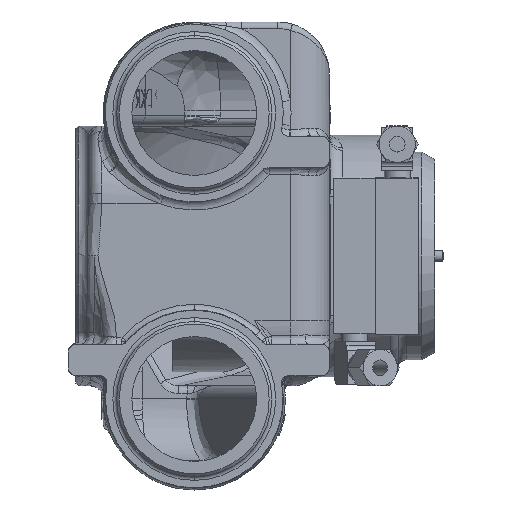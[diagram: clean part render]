
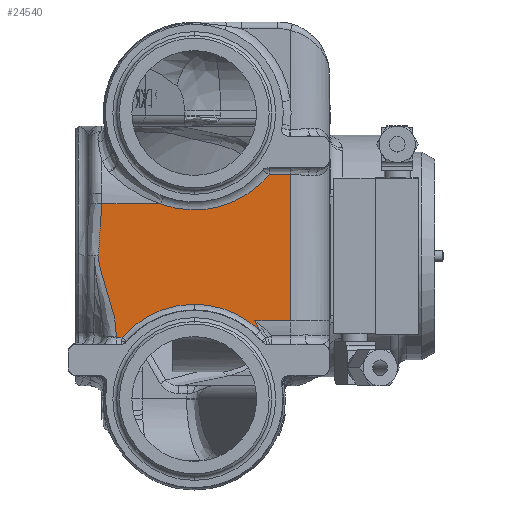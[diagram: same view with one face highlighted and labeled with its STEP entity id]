
A CAD part, left-side view. The second image highlights one B-rep face of the part: STEP entity #24540.
In plain terms, the highlighted planar face has unit normal (-1, 0, 0).
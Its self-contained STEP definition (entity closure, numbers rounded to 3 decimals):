
#842 = CARTESIAN_POINT ( 'NONE',  ( -55., -52., -25. ) ) ;
#892 = DIRECTION ( 'NONE',  ( 0., -1., 0. ) ) ;
#1054 = CARTESIAN_POINT ( 'NONE',  ( -55., -37., 70. ) ) ;
#1075 = CARTESIAN_POINT ( 'NONE',  ( -55., -27.578, 31.343 ) ) ;
#1076 = DIRECTION ( 'NONE',  ( 0., 1., 0. ) ) ;
#1081 = DIRECTION ( 'NONE',  ( 0., 0., 1. ) ) ;
#1115 = CARTESIAN_POINT ( 'NONE',  ( -55., 0., 55. ) ) ;
#1127 = DIRECTION ( 'NONE',  ( 1., 0., 0. ) ) ;
#1128 = DIRECTION ( 'NONE',  ( 0., 0., 1. ) ) ;
#1597 = CIRCLE ( 'NONE', #51825, 37.309 ) ;
#2021 = CARTESIAN_POINT ( 'NONE',  ( -55., -25.353, -28.821 ) ) ;
#2024 = CARTESIAN_POINT ( 'NONE',  ( -55., -25.072, -28.157 ) ) ;
#2025 = CARTESIAN_POINT ( 'NONE',  ( -55., -24.761, -27.504 ) ) ;
#2026 = CARTESIAN_POINT ( 'NONE',  ( -55., -24.084, -26.229 ) ) ;
#2027 = CARTESIAN_POINT ( 'NONE',  ( -55., -23.715, -25.604 ) ) ;
#2028 = CARTESIAN_POINT ( 'NONE',  ( -55., -23.324, -25. ) ) ;
#6874 = CARTESIAN_POINT ( 'NONE',  ( -55., 35.566, 20. ) ) ;
#8095 = CARTESIAN_POINT ( 'NONE',  ( -55., 36.84, 0. ) ) ;
#8111 = CARTESIAN_POINT ( 'NONE',  ( -55., 36.84, -0.669 ) ) ;
#8112 = CARTESIAN_POINT ( 'NONE',  ( -55., 36.795, -1.331 ) ) ;
#8113 = CARTESIAN_POINT ( 'NONE',  ( -55., 36.632, -2.641 ) ) ;
#8114 = CARTESIAN_POINT ( 'NONE',  ( -55., 36.515, -3.29 ) ) ;
#8115 = CARTESIAN_POINT ( 'NONE',  ( -55., 36.09, -5.222 ) ) ;
#8116 = CARTESIAN_POINT ( 'NONE',  ( -55., 35.715, -6.495 ) ) ;
#8117 = CARTESIAN_POINT ( 'NONE',  ( -55., 34.918, -9.029 ) ) ;
#8118 = CARTESIAN_POINT ( 'NONE',  ( -55., 34.494, -10.29 ) ) ;
#8119 = CARTESIAN_POINT ( 'NONE',  ( -55., 33.656, -12.815 ) ) ;
#8120 = CARTESIAN_POINT ( 'NONE',  ( -55., 33.241, -14.078 ) ) ;
#8121 = CARTESIAN_POINT ( 'NONE',  ( -55., 32.062, -17.883 ) ) ;
#8122 = CARTESIAN_POINT ( 'NONE',  ( -55., 31.361, -20.439 ) ) ;
#8123 = CARTESIAN_POINT ( 'NONE',  ( -55., 30.591, -24.339 ) ) ;
#8124 = CARTESIAN_POINT ( 'NONE',  ( -55., 30.381, -25.65 ) ) ;
#8125 = CARTESIAN_POINT ( 'NONE',  ( -55., 30.086, -28.3 ) ) ;
#8126 = CARTESIAN_POINT ( 'NONE',  ( -55., 30., -29.64 ) ) ;
#8127 = CARTESIAN_POINT ( 'NONE',  ( -55., 30., -31. ) ) ;
#8136 = CARTESIAN_POINT ( 'NONE',  ( -55., 35.566, 20. ) ) ;
#8140 = CARTESIAN_POINT ( 'NONE',  ( -55., 35.709, 16.662 ) ) ;
#8141 = CARTESIAN_POINT ( 'NONE',  ( -55., 36.053, 13.337 ) ) ;
#8142 = CARTESIAN_POINT ( 'NONE',  ( -55., 36.481, 8.344 ) ) ;
#8143 = CARTESIAN_POINT ( 'NONE',  ( -55., 36.61, 6.679 ) ) ;
#8144 = CARTESIAN_POINT ( 'NONE',  ( -55., 36.79, 3.344 ) ) ;
#8145 = CARTESIAN_POINT ( 'NONE',  ( -55., 36.84, 1.673 ) ) ;
#8146 = CARTESIAN_POINT ( 'NONE',  ( -55., 36.84, 0. ) ) ;
#10290 = CARTESIAN_POINT ( 'NONE',  ( -55., 36.84, 0. ) ) ;
#10291 = CARTESIAN_POINT ( 'NONE',  ( -55., 30., -31. ) ) ;
#10296 = CARTESIAN_POINT ( 'NONE',  ( -55., 30., -31.343 ) ) ;
#10451 = CARTESIAN_POINT ( 'NONE',  ( -55., -25.353, -28.821 ) ) ;
#10452 = CARTESIAN_POINT ( 'NONE',  ( -55., -23.324, -25. ) ) ;
#10453 = CARTESIAN_POINT ( 'NONE',  ( -55., -37., -25. ) ) ;
#10477 = CARTESIAN_POINT ( 'NONE',  ( -55., -37., 31.343 ) ) ;
#10480 = CARTESIAN_POINT ( 'NONE',  ( -55., -28.85, 31.343 ) ) ;
#10483 = CARTESIAN_POINT ( 'NONE',  ( -55., 12.923, 20. ) ) ;
#21329 = EDGE_CURVE ( 'NONE', #23788, #23789, #53387, .T. ) ;
#21364 = EDGE_CURVE ( 'NONE', #23813, #23816, #53474, .T. ) ;
#21366 = EDGE_CURVE ( 'NONE', #23789, #23813, #53480, .T. ) ;
#21374 = EDGE_CURVE ( 'NONE', #23816, #23819, #1597, .T. ) ;
#22685 = EDGE_CURVE ( 'NONE', #23456, #23457, #44072, .T. ) ;
#22688 = EDGE_CURVE ( 'NONE', #49084, #23456, #44076, .T. ) ;
#23456 = VERTEX_POINT ( 'NONE', #10290 ) ;
#23457 = VERTEX_POINT ( 'NONE', #10291 ) ;
#23462 = VERTEX_POINT ( 'NONE', #10296 ) ;
#23787 = VERTEX_POINT ( 'NONE', #10451 ) ;
#23788 = VERTEX_POINT ( 'NONE', #10452 ) ;
#23789 = VERTEX_POINT ( 'NONE', #10453 ) ;
#23813 = VERTEX_POINT ( 'NONE', #10477 ) ;
#23816 = VERTEX_POINT ( 'NONE', #10480 ) ;
#23819 = VERTEX_POINT ( 'NONE', #10483 ) ;
#24540 = ADVANCED_FACE ( 'NONE', ( #32112 ), #34729, .T. ) ;
#28839 = B_SPLINE_CURVE_WITH_KNOTS ( 'NONE', 3,
 ( #2021, #2024, #2025, #2026, #2027, #2028 ),
 .UNSPECIFIED., .F., .F.,
 ( 4, 2, 4 ),
 ( 0.004, 0.006, 0.008 ),
 .UNSPECIFIED. ) ;
#29335 = VERTEX_POINT ( 'NONE', #49527 ) ;
#29336 = VERTEX_POINT ( 'NONE', #49528 ) ;
#30270 = EDGE_CURVE ( 'NONE', #23819, #49084, #47983, .T. ) ;
#30475 = EDGE_CURVE ( 'NONE', #29336, #29335, #48265, .T. ) ;
#30596 = EDGE_LOOP ( 'NONE', ( #31599, #31600, #31601, #31603, #31605, #31607, #31609, #31611, #31612, #31613, #31614, #31615 ) ) ;
#30900 = EDGE_CURVE ( 'NONE', #23457, #23462, #48378, .T. ) ;
#30903 = EDGE_CURVE ( 'NONE', #23462, #29336, #48380, .T. ) ;
#30906 = EDGE_CURVE ( 'NONE', #29335, #23787, #48386, .T. ) ;
#31078 = EDGE_CURVE ( 'NONE', #23787, #23788, #28839, .T. ) ;
#31599 = ORIENTED_EDGE ( 'NONE', *, *, #30900, .T. ) ;
#31600 = ORIENTED_EDGE ( 'NONE', *, *, #30903, .T. ) ;
#31601 = ORIENTED_EDGE ( 'NONE', *, *, #30475, .T. ) ;
#31603 = ORIENTED_EDGE ( 'NONE', *, *, #30906, .T. ) ;
#31605 = ORIENTED_EDGE ( 'NONE', *, *, #31078, .T. ) ;
#31607 = ORIENTED_EDGE ( 'NONE', *, *, #21329, .T. ) ;
#31609 = ORIENTED_EDGE ( 'NONE', *, *, #21366, .T. ) ;
#31611 = ORIENTED_EDGE ( 'NONE', *, *, #21364, .T. ) ;
#31612 = ORIENTED_EDGE ( 'NONE', *, *, #21374, .T. ) ;
#31613 = ORIENTED_EDGE ( 'NONE', *, *, #30270, .T. ) ;
#31614 = ORIENTED_EDGE ( 'NONE', *, *, #22688, .T. ) ;
#31615 = ORIENTED_EDGE ( 'NONE', *, *, #22685, .T. ) ;
#32112 = FACE_OUTER_BOUND ( 'NONE', #30596, .T. ) ;
#32966 = AXIS2_PLACEMENT_3D ( 'NONE', #34728, #34738, #34739 ) ;
#34728 = CARTESIAN_POINT ( 'NONE',  ( -55., -52., -50. ) ) ;
#34729 = PLANE ( 'NONE',  #32966 ) ;
#34738 = DIRECTION ( 'NONE',  ( -1., 0., 0. ) ) ;
#34739 = DIRECTION ( 'NONE',  ( 0., 0., 1. ) ) ;
#44072 = B_SPLINE_CURVE_WITH_KNOTS ( 'NONE', 3,
 ( #8095, #8111, #8112, #8113, #8114, #8115, #8116, #8117, #8118, #8119, #8120, #8121, #8122, #8123, #8124, #8125, #8126, #8127 ),
 .UNSPECIFIED., .F., .F.,
 ( 4, 2, 2, 2, 2, 2, 2, 2, 4 ),
 ( 0., 0.002, 0.004, 0.008, 0.012, 0.016, 0.024, 0.028, 0.032 ),
 .UNSPECIFIED. ) ;
#44076 = B_SPLINE_CURVE_WITH_KNOTS ( 'NONE', 3,
 ( #8136, #8140, #8141, #8142, #8143, #8144, #8145, #8146 ),
 .UNSPECIFIED., .F., .F.,
 ( 4, 2, 2, 4 ),
 ( 0., 0.01, 0.015, 0.02 ),
 .UNSPECIFIED. ) ;
#47983 = LINE ( 'NONE', #49775, #47995 ) ;
#47995 = VECTOR ( 'NONE', #49776, 1000. ) ;
#48265 = CIRCLE ( 'NONE', #53292, 36.443 ) ;
#48378 = LINE ( 'NONE', #54188, #48379 ) ;
#48379 = VECTOR ( 'NONE', #54189, 1000. ) ;
#48380 = LINE ( 'NONE', #54205, #48381 ) ;
#48381 = VECTOR ( 'NONE', #54206, 1000. ) ;
#48386 = CIRCLE ( 'NONE', #53314, 36.443 ) ;
#49084 = VERTEX_POINT ( 'NONE', #6874 ) ;
#49527 = CARTESIAN_POINT ( 'NONE',  ( -55., 0., -18.557 ) ) ;
#49528 = CARTESIAN_POINT ( 'NONE',  ( -55., 27.721, -31.343 ) ) ;
#49775 = CARTESIAN_POINT ( 'NONE',  ( -55., -52., 20. ) ) ;
#49776 = DIRECTION ( 'NONE',  ( 0., 1., 0. ) ) ;
#51825 = AXIS2_PLACEMENT_3D ( 'NONE', #1115, #1127, #1128 ) ;
#53292 = AXIS2_PLACEMENT_3D ( 'NONE', #53713, #53744, #53745 ) ;
#53314 = AXIS2_PLACEMENT_3D ( 'NONE', #54214, #54215, #54216 ) ;
#53381 = VECTOR ( 'NONE', #892, 1000. ) ;
#53387 = LINE ( 'NONE', #842, #53381 ) ;
#53459 = VECTOR ( 'NONE', #1081, 1000. ) ;
#53474 = LINE ( 'NONE', #1075, #53476 ) ;
#53476 = VECTOR ( 'NONE', #1076, 1000. ) ;
#53480 = LINE ( 'NONE', #1054, #53459 ) ;
#53713 = CARTESIAN_POINT ( 'NONE',  ( -55., 0., -55. ) ) ;
#53744 = DIRECTION ( 'NONE',  ( 1., 0., 0. ) ) ;
#53745 = DIRECTION ( 'NONE',  ( 0., 0., 1. ) ) ;
#54188 = CARTESIAN_POINT ( 'NONE',  ( -55., 30., -50. ) ) ;
#54189 = DIRECTION ( 'NONE',  ( 0., 0., -1. ) ) ;
#54205 = CARTESIAN_POINT ( 'NONE',  ( -55., 29.785, -31.343 ) ) ;
#54206 = DIRECTION ( 'NONE',  ( 0., -1., 0. ) ) ;
#54214 = CARTESIAN_POINT ( 'NONE',  ( -55., 0., -55. ) ) ;
#54215 = DIRECTION ( 'NONE',  ( 1., 0., 0. ) ) ;
#54216 = DIRECTION ( 'NONE',  ( 0., 0., 1. ) ) ;
